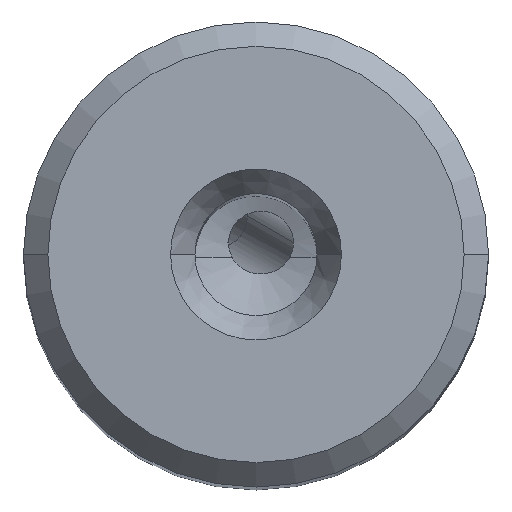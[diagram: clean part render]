
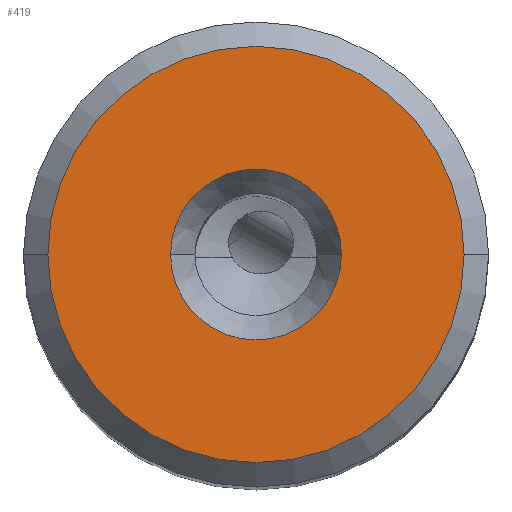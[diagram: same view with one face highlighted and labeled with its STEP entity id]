
A CAD part, top view. The second image highlights one B-rep face of the part: STEP entity #419.
In plain terms, the highlighted planar face has unit normal (0, 0, 1).
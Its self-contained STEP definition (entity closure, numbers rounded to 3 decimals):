
#419=ADVANCED_FACE('',(#530,#531),#510,.T.);
#510=PLANE('',#1891);
#530=FACE_BOUND('',#540,.T.);
#531=FACE_BOUND('',#541,.T.);
#540=EDGE_LOOP('',(#636,#637));
#541=EDGE_LOOP('',(#638,#639));
#636=ORIENTED_EDGE('',*,*,#1354,.F.);
#637=ORIENTED_EDGE('',*,*,#1355,.F.);
#638=ORIENTED_EDGE('',*,*,#1356,.F.);
#639=ORIENTED_EDGE('',*,*,#1357,.F.);
#1172=VERTEX_POINT('',#2668);
#1173=VERTEX_POINT('',#2669);
#1174=VERTEX_POINT('',#2672);
#1175=VERTEX_POINT('',#2673);
#1354=EDGE_CURVE('',#1172,#1173,#1622,.T.);
#1355=EDGE_CURVE('',#1173,#1172,#1623,.T.);
#1356=EDGE_CURVE('',#1174,#1175,#1624,.T.);
#1357=EDGE_CURVE('',#1175,#1174,#1625,.T.);
#1622=CIRCLE('',#1887,8.525);
#1623=CIRCLE('',#1888,8.525);
#1624=CIRCLE('',#1889,3.5);
#1625=CIRCLE('',#1890,3.5);
#1887=AXIS2_PLACEMENT_3D('',#2667,#2137,#2138);
#1888=AXIS2_PLACEMENT_3D('',#2670,#2139,#2140);
#1889=AXIS2_PLACEMENT_3D('',#2671,#2141,#2142);
#1890=AXIS2_PLACEMENT_3D('',#2674,#2143,#2144);
#1891=AXIS2_PLACEMENT_3D('',#2675,#2145,#2146);
#2137=DIRECTION('',(0.,0.,-1.));
#2138=DIRECTION('',(-1.,0.,0.));
#2139=DIRECTION('',(0.,0.,-1.));
#2140=DIRECTION('',(1.,0.,0.));
#2141=DIRECTION('',(0.,0.,1.));
#2142=DIRECTION('',(-1.,0.,0.));
#2143=DIRECTION('',(0.,0.,1.));
#2144=DIRECTION('',(1.,0.,0.));
#2145=DIRECTION('',(0.,0.,1.));
#2146=DIRECTION('',(1.,0.,0.));
#2667=CARTESIAN_POINT('',(0.,0.,0.));
#2668=CARTESIAN_POINT('',(-8.525,0.,0.));
#2669=CARTESIAN_POINT('',(8.525,0.,0.));
#2670=CARTESIAN_POINT('',(0.,0.,0.));
#2671=CARTESIAN_POINT('',(0.,0.,0.));
#2672=CARTESIAN_POINT('',(-3.5,0.,0.));
#2673=CARTESIAN_POINT('',(3.5,0.,0.));
#2674=CARTESIAN_POINT('',(0.,0.,0.));
#2675=CARTESIAN_POINT('',(0.,0.,0.));
